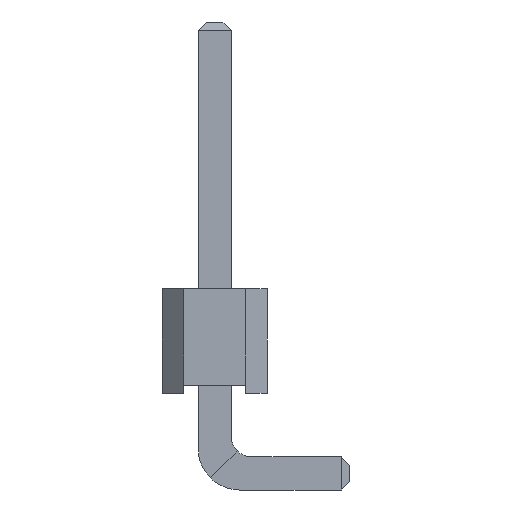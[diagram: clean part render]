
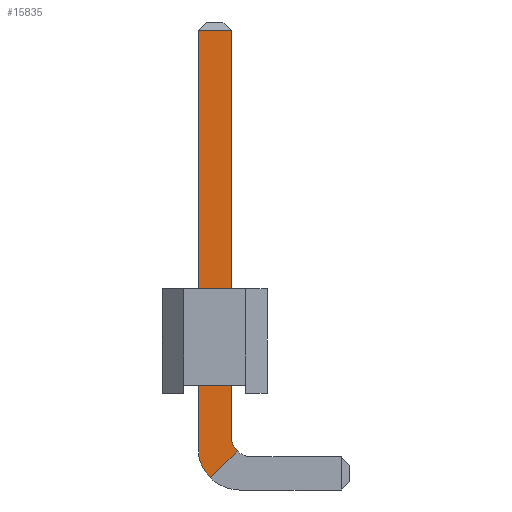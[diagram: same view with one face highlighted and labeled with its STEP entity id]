
A CAD part, front view. The second image highlights one B-rep face of the part: STEP entity #15835.
In plain terms, the highlighted planar face has unit normal (0, -1, 0).
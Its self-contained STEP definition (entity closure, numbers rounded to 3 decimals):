
#15092 = PLANE('',#15093);
#15093 = AXIS2_PLACEMENT_3D('',#15094,#15095,#15096);
#15094 = CARTESIAN_POINT('',(0.4,-30.08,9.));
#15095 = DIRECTION('',(1.,0.,0.));
#15096 = DIRECTION('',(0.,-1.,0.));
#15125 = CYLINDRICAL_SURFACE('',#15126,0.5);
#15126 = AXIS2_PLACEMENT_3D('',#15127,#15128,#15129);
#15127 = CARTESIAN_POINT('',(0.9,-30.08,-1.04));
#15128 = DIRECTION('',(0.,-1.,0.));
#15129 = DIRECTION('',(-1.,0.,0.));
#15186 = CYLINDRICAL_SURFACE('',#15187,1.);
#15187 = AXIS2_PLACEMENT_3D('',#15188,#15189,#15190);
#15188 = CARTESIAN_POINT('',(0.6,-30.08,-1.34));
#15189 = DIRECTION('',(-0.,-1.,0.));
#15190 = DIRECTION('',(-1.,0.,0.));
#15214 = PLANE('',#15215);
#15215 = AXIS2_PLACEMENT_3D('',#15216,#15217,#15218);
#15216 = CARTESIAN_POINT('',(-0.4,-30.88,9.));
#15217 = DIRECTION('',(-1.,0.,0.));
#15218 = DIRECTION('',(0.,1.,0.));
#15257 = VERTEX_POINT('',#15258);
#15258 = CARTESIAN_POINT('',(0.4,-30.88,8.8));
#15284 = EDGE_CURVE('',#15257,#15285,#15287,.T.);
#15285 = VERTEX_POINT('',#15286);
#15286 = CARTESIAN_POINT('',(0.4,-30.88,-1.04));
#15287 = SURFACE_CURVE('',#15288,(#15292,#15299),.PCURVE_S1.);
#15288 = LINE('',#15289,#15290);
#15289 = CARTESIAN_POINT('',(0.4,-30.88,9.));
#15290 = VECTOR('',#15291,1.);
#15291 = DIRECTION('',(0.,0.,-1.));
#15292 = PCURVE('',#15092,#15293);
#15293 = DEFINITIONAL_REPRESENTATION('',(#15294),#15298);
#15294 = LINE('',#15295,#15296);
#15295 = CARTESIAN_POINT('',(0.8,0.));
#15296 = VECTOR('',#15297,1.);
#15297 = DIRECTION('',(0.,1.));
#15298 = ( GEOMETRIC_REPRESENTATION_CONTEXT(2) 
PARAMETRIC_REPRESENTATION_CONTEXT() REPRESENTATION_CONTEXT('2D SPACE',''
  ) );
#15299 = PCURVE('',#15300,#15305);
#15300 = PLANE('',#15301);
#15301 = AXIS2_PLACEMENT_3D('',#15302,#15303,#15304);
#15302 = CARTESIAN_POINT('',(0.4,-30.88,9.));
#15303 = DIRECTION('',(-0.,-1.,0.));
#15304 = DIRECTION('',(-1.,0.,0.));
#15305 = DEFINITIONAL_REPRESENTATION('',(#15306),#15310);
#15306 = LINE('',#15307,#15308);
#15307 = CARTESIAN_POINT('',(0.,0.));
#15308 = VECTOR('',#15309,1.);
#15309 = DIRECTION('',(0.,1.));
#15310 = ( GEOMETRIC_REPRESENTATION_CONTEXT(2) 
PARAMETRIC_REPRESENTATION_CONTEXT() REPRESENTATION_CONTEXT('2D SPACE',''
  ) );
#15475 = VERTEX_POINT('',#15476);
#15476 = CARTESIAN_POINT('',(0.546,-30.88,-1.394));
#15491 = PLANE('',#15492);
#15492 = AXIS2_PLACEMENT_3D('',#15493,#15494,#15495);
#15493 = CARTESIAN_POINT('',(0.,-30.88,-1.54));
#15494 = DIRECTION('',(0.,-1.,0.));
#15495 = DIRECTION('',(0.,0.,-1.));
#15503 = EDGE_CURVE('',#15285,#15475,#15504,.T.);
#15504 = SURFACE_CURVE('',#15505,(#15510,#15517),.PCURVE_S1.);
#15505 = CIRCLE('',#15506,0.5);
#15506 = AXIS2_PLACEMENT_3D('',#15507,#15508,#15509);
#15507 = CARTESIAN_POINT('',(0.9,-30.88,-1.04));
#15508 = DIRECTION('',(0.,-1.,0.));
#15509 = DIRECTION('',(0.,0.,-1.));
#15510 = PCURVE('',#15125,#15511);
#15511 = DEFINITIONAL_REPRESENTATION('',(#15512),#15516);
#15512 = LINE('',#15513,#15514);
#15513 = CARTESIAN_POINT('',(-4.712,0.8));
#15514 = VECTOR('',#15515,1.);
#15515 = DIRECTION('',(1.,0.));
#15516 = ( GEOMETRIC_REPRESENTATION_CONTEXT(2) 
PARAMETRIC_REPRESENTATION_CONTEXT() REPRESENTATION_CONTEXT('2D SPACE',''
  ) );
#15517 = PCURVE('',#15300,#15518);
#15518 = DEFINITIONAL_REPRESENTATION('',(#15519),#15523);
#15519 = CIRCLE('',#15520,0.5);
#15520 = AXIS2_PLACEMENT_2D('',#15521,#15522);
#15521 = CARTESIAN_POINT('',(-0.5,10.04));
#15522 = DIRECTION('',(0.,1.));
#15523 = ( GEOMETRIC_REPRESENTATION_CONTEXT(2) 
PARAMETRIC_REPRESENTATION_CONTEXT() REPRESENTATION_CONTEXT('2D SPACE',''
  ) );
#15529 = EDGE_CURVE('',#15530,#15532,#15534,.T.);
#15530 = VERTEX_POINT('',#15531);
#15531 = CARTESIAN_POINT('',(-0.4,-30.88,8.8));
#15532 = VERTEX_POINT('',#15533);
#15533 = CARTESIAN_POINT('',(-0.4,-30.88,-1.34));
#15534 = SURFACE_CURVE('',#15535,(#15539,#15546),.PCURVE_S1.);
#15535 = LINE('',#15536,#15537);
#15536 = CARTESIAN_POINT('',(-0.4,-30.88,9.));
#15537 = VECTOR('',#15538,1.);
#15538 = DIRECTION('',(0.,0.,-1.));
#15539 = PCURVE('',#15214,#15540);
#15540 = DEFINITIONAL_REPRESENTATION('',(#15541),#15545);
#15541 = LINE('',#15542,#15543);
#15542 = CARTESIAN_POINT('',(0.,0.));
#15543 = VECTOR('',#15544,1.);
#15544 = DIRECTION('',(0.,1.));
#15545 = ( GEOMETRIC_REPRESENTATION_CONTEXT(2) 
PARAMETRIC_REPRESENTATION_CONTEXT() REPRESENTATION_CONTEXT('2D SPACE',''
  ) );
#15546 = PCURVE('',#15300,#15547);
#15547 = DEFINITIONAL_REPRESENTATION('',(#15548),#15552);
#15548 = LINE('',#15549,#15550);
#15549 = CARTESIAN_POINT('',(0.8,0.));
#15550 = VECTOR('',#15551,1.);
#15551 = DIRECTION('',(0.,1.));
#15552 = ( GEOMETRIC_REPRESENTATION_CONTEXT(2) 
PARAMETRIC_REPRESENTATION_CONTEXT() REPRESENTATION_CONTEXT('2D SPACE',''
  ) );
#15736 = VERTEX_POINT('',#15737);
#15737 = CARTESIAN_POINT('',(-0.107,-30.88,-2.047));
#15759 = EDGE_CURVE('',#15532,#15736,#15760,.T.);
#15760 = SURFACE_CURVE('',#15761,(#15766,#15773),.PCURVE_S1.);
#15761 = CIRCLE('',#15762,1.);
#15762 = AXIS2_PLACEMENT_3D('',#15763,#15764,#15765);
#15763 = CARTESIAN_POINT('',(0.6,-30.88,-1.34));
#15764 = DIRECTION('',(0.,-1.,0.));
#15765 = DIRECTION('',(0.,0.,-1.));
#15766 = PCURVE('',#15186,#15767);
#15767 = DEFINITIONAL_REPRESENTATION('',(#15768),#15772);
#15768 = LINE('',#15769,#15770);
#15769 = CARTESIAN_POINT('',(-4.712,0.8));
#15770 = VECTOR('',#15771,1.);
#15771 = DIRECTION('',(1.,0.));
#15772 = ( GEOMETRIC_REPRESENTATION_CONTEXT(2) 
PARAMETRIC_REPRESENTATION_CONTEXT() REPRESENTATION_CONTEXT('2D SPACE',''
  ) );
#15773 = PCURVE('',#15300,#15774);
#15774 = DEFINITIONAL_REPRESENTATION('',(#15775),#15779);
#15775 = CIRCLE('',#15776,1.);
#15776 = AXIS2_PLACEMENT_2D('',#15777,#15778);
#15777 = CARTESIAN_POINT('',(-0.2,10.34));
#15778 = DIRECTION('',(0.,1.));
#15779 = ( GEOMETRIC_REPRESENTATION_CONTEXT(2) 
PARAMETRIC_REPRESENTATION_CONTEXT() REPRESENTATION_CONTEXT('2D SPACE',''
  ) );
#15803 = PLANE('',#15804);
#15804 = AXIS2_PLACEMENT_3D('',#15805,#15806,#15807);
#15805 = CARTESIAN_POINT('',(0.4,-30.78,8.9));
#15806 = DIRECTION('',(0.,-0.707,0.707
    ));
#15807 = DIRECTION('',(-1.,0.,0.));
#15835 = ADVANCED_FACE('',(#15836),#15300,.T.);
#15836 = FACE_BOUND('',#15837,.T.);
#15837 = EDGE_LOOP('',(#15838,#15839,#15860,#15861,#15862,#15883));
#15838 = ORIENTED_EDGE('',*,*,#15284,.F.);
#15839 = ORIENTED_EDGE('',*,*,#15840,.T.);
#15840 = EDGE_CURVE('',#15257,#15530,#15841,.T.);
#15841 = SURFACE_CURVE('',#15842,(#15846,#15853),.PCURVE_S1.);
#15842 = LINE('',#15843,#15844);
#15843 = CARTESIAN_POINT('',(0.4,-30.88,8.8));
#15844 = VECTOR('',#15845,1.);
#15845 = DIRECTION('',(-1.,0.,0.));
#15846 = PCURVE('',#15300,#15847);
#15847 = DEFINITIONAL_REPRESENTATION('',(#15848),#15852);
#15848 = LINE('',#15849,#15850);
#15849 = CARTESIAN_POINT('',(0.,0.2));
#15850 = VECTOR('',#15851,1.);
#15851 = DIRECTION('',(1.,0.));
#15852 = ( GEOMETRIC_REPRESENTATION_CONTEXT(2) 
PARAMETRIC_REPRESENTATION_CONTEXT() REPRESENTATION_CONTEXT('2D SPACE',''
  ) );
#15853 = PCURVE('',#15803,#15854);
#15854 = DEFINITIONAL_REPRESENTATION('',(#15855),#15859);
#15855 = LINE('',#15856,#15857);
#15856 = CARTESIAN_POINT('',(0.,0.141));
#15857 = VECTOR('',#15858,1.);
#15858 = DIRECTION('',(1.,0.));
#15859 = ( GEOMETRIC_REPRESENTATION_CONTEXT(2) 
PARAMETRIC_REPRESENTATION_CONTEXT() REPRESENTATION_CONTEXT('2D SPACE',''
  ) );
#15860 = ORIENTED_EDGE('',*,*,#15529,.T.);
#15861 = ORIENTED_EDGE('',*,*,#15759,.T.);
#15862 = ORIENTED_EDGE('',*,*,#15863,.F.);
#15863 = EDGE_CURVE('',#15475,#15736,#15864,.T.);
#15864 = SURFACE_CURVE('',#15865,(#15869,#15876),.PCURVE_S1.);
#15865 = LINE('',#15866,#15867);
#15866 = CARTESIAN_POINT('',(0.4,-30.88,-1.54));
#15867 = VECTOR('',#15868,1.);
#15868 = DIRECTION('',(-0.707,0.,
    -0.707));
#15869 = PCURVE('',#15300,#15870);
#15870 = DEFINITIONAL_REPRESENTATION('',(#15871),#15875);
#15871 = LINE('',#15872,#15873);
#15872 = CARTESIAN_POINT('',(0.,10.54));
#15873 = VECTOR('',#15874,1.);
#15874 = DIRECTION('',(0.707,0.707));
#15875 = ( GEOMETRIC_REPRESENTATION_CONTEXT(2) 
PARAMETRIC_REPRESENTATION_CONTEXT() REPRESENTATION_CONTEXT('2D SPACE',''
  ) );
#15876 = PCURVE('',#15491,#15877);
#15877 = DEFINITIONAL_REPRESENTATION('',(#15878),#15882);
#15878 = LINE('',#15879,#15880);
#15879 = CARTESIAN_POINT('',(0.,0.4));
#15880 = VECTOR('',#15881,1.);
#15881 = DIRECTION('',(0.707,-0.707));
#15882 = ( GEOMETRIC_REPRESENTATION_CONTEXT(2) 
PARAMETRIC_REPRESENTATION_CONTEXT() REPRESENTATION_CONTEXT('2D SPACE',''
  ) );
#15883 = ORIENTED_EDGE('',*,*,#15503,.F.);
